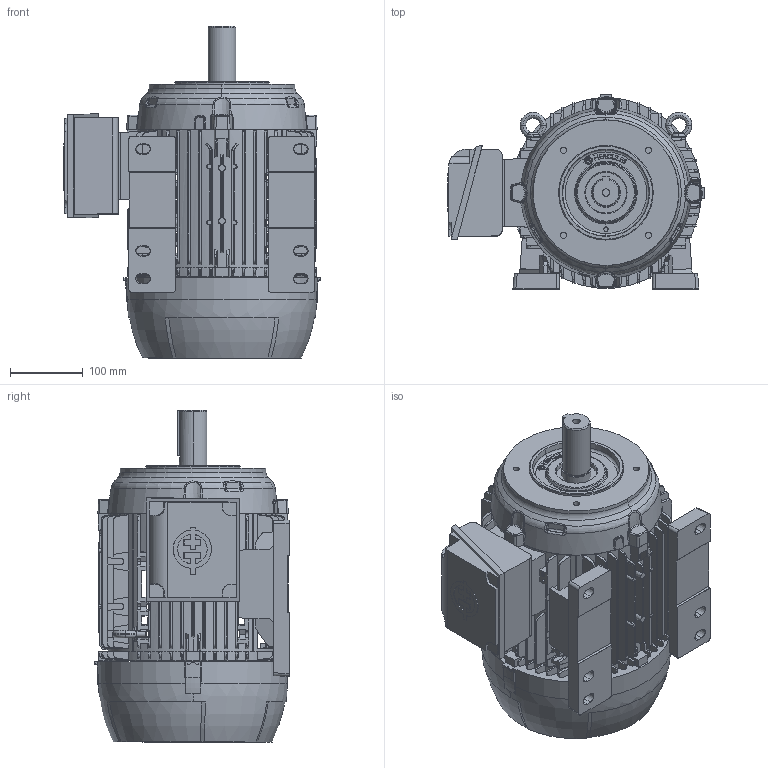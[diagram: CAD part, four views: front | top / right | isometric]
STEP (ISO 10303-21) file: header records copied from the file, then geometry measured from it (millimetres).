
FILE_DESCRIPTION (( 'STEP AP203' ), '1' );
FILE_NAME ('132S_CP_DI_RIGHT.STEP', '2022-07-26T20:12:42', ( '' ), ( '' ), 'SwSTEP 2.0', 'SolidWorks 2020', '' );
FILE_SCHEMA (( 'CONFIG_CONTROL_DESIGN' ));
Products named in the file (1): 132S_CP_DI_RIGHT
Bounding box: 352.04 x 266.9 x 456 mm (x, y, z)
Surface area: 877913.9 mm2 (no closed solid volume)
Topology: 0 solids, 14 shells, 2095 faces, 6261 edges, 4182 vertices
Faces by surface type: plane 1194, cone 381, bspline 271, cylinder 160, torus 82, sphere 7
Entity records: 82267 total; most frequent: CARTESIAN_POINT 30734, ORIENTED_EDGE 11428, DIRECTION 9085, EDGE_CURVE 6261, VERTEX_POINT 4182, VECTOR 3139, LINE 3139, AXIS2_PLACEMENT_3D 2973
